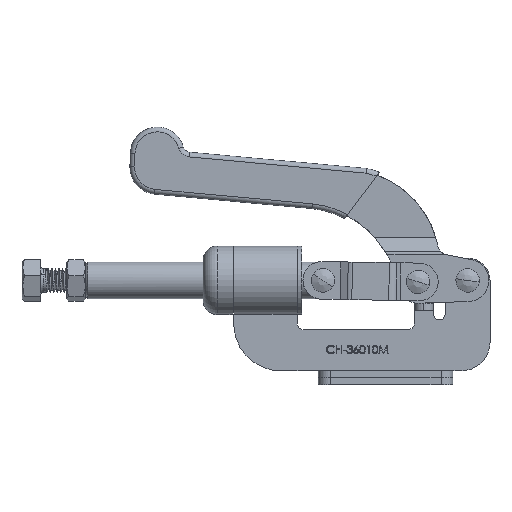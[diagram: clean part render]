
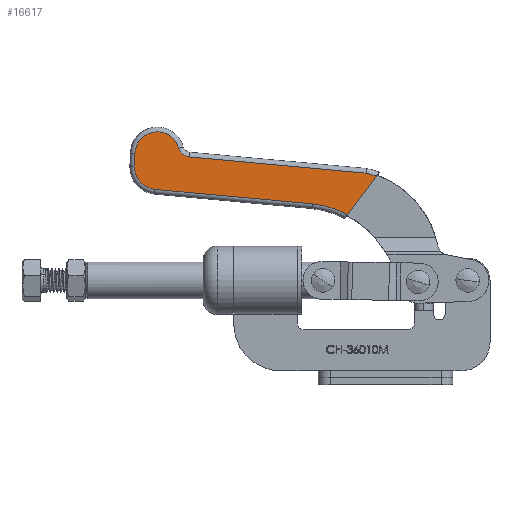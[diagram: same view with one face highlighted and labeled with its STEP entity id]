
A CAD part, front view. The second image highlights one B-rep face of the part: STEP entity #16617.
In plain terms, the highlighted face is planar.
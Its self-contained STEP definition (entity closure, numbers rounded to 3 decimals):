
#239 = CARTESIAN_POINT ( 'NONE',  ( 95.935, -3.663, 9. ) ) ;
#1323 = CIRCLE ( 'NONE', #26779, 5. ) ;
#1364 = DIRECTION ( 'NONE',  ( 0., 0., -1. ) ) ;
#1755 = ORIENTED_EDGE ( 'NONE', *, *, #32634, .T. ) ;
#3769 = AXIS2_PLACEMENT_3D ( 'NONE', #11665, #32796, #14680 ) ;
#3960 = ORIENTED_EDGE ( 'NONE', *, *, #8681, .T. ) ;
#4320 = DIRECTION ( 'NONE',  ( -0.996, 0.091, 0. ) ) ;
#5612 = CARTESIAN_POINT ( 'NONE',  ( 6.765, 43.494, 9. ) ) ;
#6153 = LINE ( 'NONE', #37463, #29238 ) ;
#6442 = ORIENTED_EDGE ( 'NONE', *, *, #36443, .T. ) ;
#6560 = DIRECTION ( 'NONE',  ( 1., 0., 0. ) ) ;
#7554 = VERTEX_POINT ( 'NONE', #16470 ) ;
#8681 = EDGE_CURVE ( 'NONE', #21424, #30078, #34914, .T. ) ;
#9045 = CARTESIAN_POINT ( 'NONE',  ( 77.501, -19.88, 9. ) ) ;
#9157 = EDGE_LOOP ( 'NONE', ( #3960, #19088, #1755, #18282, #21715, #23024, #23418, #28071, #6442 ) ) ;
#11568 = CIRCLE ( 'NONE', #19323, 9.5 ) ;
#11665 = CARTESIAN_POINT ( 'NONE',  ( 95.935, -3.663, 9. ) ) ;
#12051 = DIRECTION ( 'NONE',  ( 1., 0., 0. ) ) ;
#12964 = DIRECTION ( 'NONE',  ( 0., 0., 1. ) ) ;
#12984 = EDGE_CURVE ( 'NONE', #21741, #18167, #11568, .T. ) ;
#13420 = CIRCLE ( 'NONE', #24882, 9.5 ) ;
#14196 = CARTESIAN_POINT ( 'NONE',  ( 97.179, 17.544, 9. ) ) ;
#14233 = VERTEX_POINT ( 'NONE', #33560 ) ;
#14522 = DIRECTION ( 'NONE',  ( 0., 0., 1. ) ) ;
#14680 = DIRECTION ( 'NONE',  ( 1., 0., 0. ) ) ;
#15139 = VECTOR ( 'NONE', #19104, 1000. ) ;
#16086 = VERTEX_POINT ( 'NONE', #24119 ) ;
#16227 = EDGE_CURVE ( 'NONE', #7554, #38937, #23151, .T. ) ;
#16470 = CARTESIAN_POINT ( 'NONE',  ( 15.258, 28.279, 9. ) ) ;
#16617 = ADVANCED_FACE ( 'NONE', ( #23620 ), #21554, .T. ) ;
#18167 = VERTEX_POINT ( 'NONE', #5612 ) ;
#18282 = ORIENTED_EDGE ( 'NONE', *, *, #19792, .T. ) ;
#18459 = DIRECTION ( 'NONE',  ( -0.024, -1., 0. ) ) ;
#18829 = VECTOR ( 'NONE', #21920, 1000. ) ;
#18903 = CARTESIAN_POINT ( 'NONE',  ( 95.963, 15.922, 9. ) ) ;
#19088 = ORIENTED_EDGE ( 'NONE', *, *, #38476, .T. ) ;
#19104 = DIRECTION ( 'NONE',  ( 0.996, -0.091, 0. ) ) ;
#19323 = AXIS2_PLACEMENT_3D ( 'NONE', #32636, #14522, #35689 ) ;
#19385 = CARTESIAN_POINT ( 'NONE',  ( 30.251, 47.078, 9. ) ) ;
#19792 = EDGE_CURVE ( 'NONE', #16086, #21741, #1323, .T. ) ;
#20187 = CARTESIAN_POINT ( 'NONE',  ( 82.2, 22.14, 9. ) ) ;
#20578 = CIRCLE ( 'NONE', #36607, 42.282 ) ;
#21424 = VERTEX_POINT ( 'NONE', #14196 ) ;
#21554 = PLANE ( 'NONE',  #31322 ) ;
#21715 = ORIENTED_EDGE ( 'NONE', *, *, #12984, .T. ) ;
#21741 = VERTEX_POINT ( 'NONE', #22447 ) ;
#21920 = DIRECTION ( 'NONE',  ( 0.6, 0.8, 0. ) ) ;
#22420 = DIRECTION ( 'NONE',  ( 1., 0., 0. ) ) ;
#22447 = CARTESIAN_POINT ( 'NONE',  ( 25.427, 45.762, 9. ) ) ;
#22882 = VECTOR ( 'NONE', #18459, 1000. ) ;
#23024 = ORIENTED_EDGE ( 'NONE', *, *, #37401, .T. ) ;
#23151 = LINE ( 'NONE', #28068, #15139 ) ;
#23418 = ORIENTED_EDGE ( 'NONE', *, *, #26315, .T. ) ;
#23620 = FACE_OUTER_BOUND ( 'NONE', #9157, .T. ) ;
#23835 = LINE ( 'NONE', #24518, #22882 ) ;
#24119 = CARTESIAN_POINT ( 'NONE',  ( 29.794, 42.099, 9. ) ) ;
#24172 = CARTESIAN_POINT ( 'NONE',  ( 105.025, 35.2, 9. ) ) ;
#24518 = CARTESIAN_POINT ( 'NONE',  ( 5.666, -1.457, 9. ) ) ;
#24598 = DIRECTION ( 'NONE',  ( 0., 0., 1. ) ) ;
#24882 = AXIS2_PLACEMENT_3D ( 'NONE', #31048, #12964, #34107 ) ;
#26315 = EDGE_CURVE ( 'NONE', #14233, #7554, #13420, .T. ) ;
#26779 = AXIS2_PLACEMENT_3D ( 'NONE', #19385, #1364, #22420 ) ;
#27759 = CARTESIAN_POINT ( 'NONE',  ( 109.44, 33.895, 9. ) ) ;
#28068 = CARTESIAN_POINT ( 'NONE',  ( 98.167, 20.676, 9. ) ) ;
#28071 = ORIENTED_EDGE ( 'NONE', *, *, #16227, .T. ) ;
#29238 = VECTOR ( 'NONE', #4320, 1000. ) ;
#30078 = VERTEX_POINT ( 'NONE', #27759 ) ;
#30124 = DIRECTION ( 'NONE',  ( 0., 0., -1. ) ) ;
#31048 = CARTESIAN_POINT ( 'NONE',  ( 16.126, 37.739, 9. ) ) ;
#31322 = AXIS2_PLACEMENT_3D ( 'NONE', #239, #24598, #6560 ) ;
#32634 = EDGE_CURVE ( 'NONE', #36494, #16086, #6153, .T. ) ;
#32636 = CARTESIAN_POINT ( 'NONE',  ( 16.262, 43.262, 9. ) ) ;
#32796 = DIRECTION ( 'NONE',  ( 0., 0., 1. ) ) ;
#33560 = CARTESIAN_POINT ( 'NONE',  ( 6.626, 37.807, 9. ) ) ;
#34107 = DIRECTION ( 'NONE',  ( 1., 0., 0. ) ) ;
#34914 = LINE ( 'NONE', #18903, #18829 ) ;
#35689 = DIRECTION ( 'NONE',  ( 1., 0., 0. ) ) ;
#36443 = EDGE_CURVE ( 'NONE', #38937, #21424, #20578, .T. ) ;
#36494 = VERTEX_POINT ( 'NONE', #24172 ) ;
#36607 = AXIS2_PLACEMENT_3D ( 'NONE', #9045, #30124, #12051 ) ;
#37401 = EDGE_CURVE ( 'NONE', #18167, #14233, #23835, .T. ) ;
#37463 = CARTESIAN_POINT ( 'NONE',  ( 99.545, 35.703, 9. ) ) ;
#38476 = EDGE_CURVE ( 'NONE', #30078, #36494, #38772, .T. ) ;
#38772 = CIRCLE ( 'NONE', #3769, 39.913 ) ;
#38937 = VERTEX_POINT ( 'NONE', #20187 ) ;
